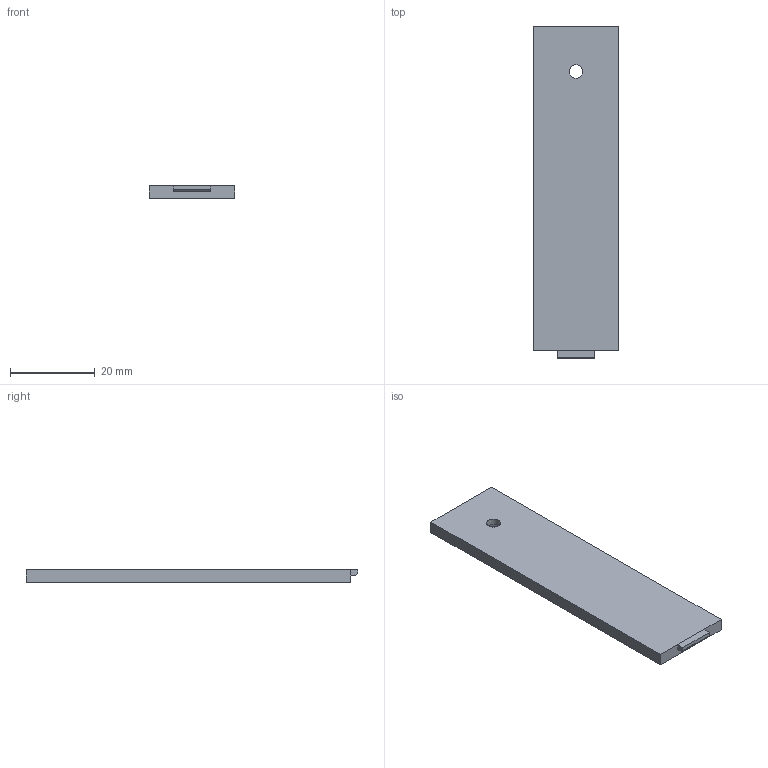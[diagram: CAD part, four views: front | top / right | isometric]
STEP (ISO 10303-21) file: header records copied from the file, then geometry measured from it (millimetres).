
FILE_DESCRIPTION(('FreeCAD Model'),'2;1');
FILE_NAME('Open CASCADE Shape Model','2024-09-26T22:12:21',(''),(''), 'Open CASCADE STEP processor 7.6','FreeCAD','Unknown');
FILE_SCHEMA(('AUTOMOTIVE_DESIGN { 1 0 10303 214 1 1 1 1 }'));
Length unit declared in the file: millimetre
Products named in the file (1): couvercle
Bounding box: 20.2 x 78.25 x 3 mm (x, y, z)
Volume: 4601.9 mm3; surface area: 3730.9 mm2
Topology: 1 solids, 1 shells, 15 faces, 34 edges, 22 vertices
Faces by surface type: plane 13, cylinder 2
Full cylindrical faces by diameter (mm): 3.2 x1, 6 x1
Entity records: 442 total; most frequent: CARTESIAN_POINT 72, DIRECTION 70, ORIENTED_EDGE 68, EDGE_CURVE 34, LINE 30, VECTOR 30, VERTEX_POINT 22, AXIS2_PLACEMENT_3D 20
